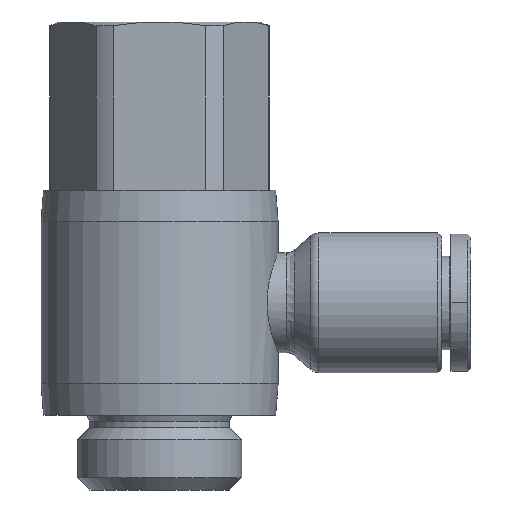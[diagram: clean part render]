
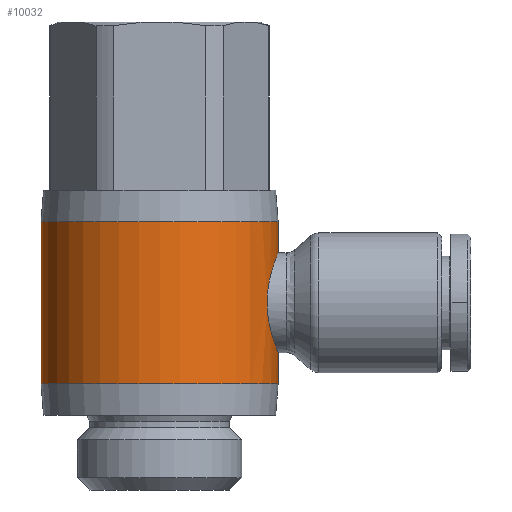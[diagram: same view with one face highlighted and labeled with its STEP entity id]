
A CAD part, front view. The second image highlights one B-rep face of the part: STEP entity #10032.
In plain terms, the highlighted cylindrical face has radius 9.5 mm (diameter 19 mm), a partial arc.
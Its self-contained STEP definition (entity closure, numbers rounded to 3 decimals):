
#225=CARTESIAN_POINT('',(-7.5,0.,4.0));
#226=VERTEX_POINT('',#225);
#242=CARTESIAN_POINT('',(-7.5,0.,-4.));
#243=VERTEX_POINT('',#242);
#447=CARTESIAN_POINT('',(-7.5,0.,6.5));
#448=VERTEX_POINT('',#447);
#457=CARTESIAN_POINT('',(11.5,0.,6.5));
#458=VERTEX_POINT('',#457);
#491=CARTESIAN_POINT('',(-7.5,0.,-6.5));
#492=VERTEX_POINT('',#491);
#508=CARTESIAN_POINT('',(11.5,0.,-6.5));
#509=VERTEX_POINT('',#508);
#573=CARTESIAN_POINT('',(-7.5,0.,-6.5));
#574=DIRECTION('',(0.0,0.0,1.0));
#575=VECTOR('',#574,2.5);
#576=LINE('',#573,#575);
#577=EDGE_CURVE('',#492,#243,#576,.T.);
#580=CARTESIAN_POINT('',(11.5,0.,6.5));
#581=DIRECTION('',(0.0,0.0,-1.0));
#582=VECTOR('',#581,13.);
#583=LINE('',#580,#582);
#584=EDGE_CURVE('',#458,#509,#583,.T.);
#587=CARTESIAN_POINT('',(-7.5,0.,4.0));
#588=DIRECTION('',(0.0,0.0,1.0));
#589=VECTOR('',#588,2.5);
#590=LINE('',#587,#589);
#591=EDGE_CURVE('',#226,#448,#590,.T.);
#9964=CARTESIAN_POINT('',(2.,0.,0.));
#9965=DIRECTION('',(0.,0.,1.0));
#9966=DIRECTION('',(-1.0,0.0,0.0));
#9967=AXIS2_PLACEMENT_3D('',#9964,#9965,#9966);
#9968=CYLINDRICAL_SURFACE('',#9967,9.5);
#9969=ORIENTED_EDGE('',*,*,#577,.T.);
#9970=CARTESIAN_POINT('',(-6.617,4.,0.));
#9971=VERTEX_POINT('',#9970);
#9972=CARTESIAN_POINT('',(-6.617,4.,0.));
#9973=CARTESIAN_POINT('',(-6.617,4.,-0.255));
#9974=CARTESIAN_POINT('',(-6.628,3.975,-0.517));
#9975=CARTESIAN_POINT('',(-6.675,3.872,-1.037));
#9976=CARTESIAN_POINT('',(-6.71,3.794,-1.294));
#9977=CARTESIAN_POINT('',(-6.797,3.589,-1.785));
#9978=CARTESIAN_POINT('',(-6.848,3.462,-2.02));
#9979=CARTESIAN_POINT('',(-6.957,3.17,-2.454));
#9980=CARTESIAN_POINT('',(-7.014,3.004,-2.653));
#9981=CARTESIAN_POINT('',(-7.124,2.653,-3.004));
#9982=CARTESIAN_POINT('',(-7.18,2.454,-3.17));
#9983=CARTESIAN_POINT('',(-7.285,2.02,-3.462));
#9984=CARTESIAN_POINT('',(-7.334,1.785,-3.589));
#9985=CARTESIAN_POINT('',(-7.415,1.294,-3.794));
#9986=CARTESIAN_POINT('',(-7.447,1.036,-3.873));
#9987=CARTESIAN_POINT('',(-7.49,0.517,-3.975));
#9988=CARTESIAN_POINT('',(-7.5,0.254,-4.));
#9989=CARTESIAN_POINT('',(-7.5,0.,-4.));
#9990=B_SPLINE_CURVE_WITH_KNOTS('',3,(#9972,#9973,#9974,#9975,#9976,#9977,#9978,#9979,#9980,#9981,#9982,#9983,#9984,#9985,#9986,#9987,#9988,#9989),.UNSPECIFIED.,.F.,.U.,(4,2,2,2,2,2,2,2,4),(0.0,0.764,1.529,2.293,3.057,3.821,4.584,5.347,6.111),.UNSPECIFIED.);
#9991=EDGE_CURVE('',#9971,#243,#9990,.T.);
#9992=ORIENTED_EDGE('',*,*,#9991,.F.);
#9993=CARTESIAN_POINT('',(-7.5,0.,4.0));
#9994=CARTESIAN_POINT('',(-7.5,0.254,4.0));
#9995=CARTESIAN_POINT('',(-7.49,0.517,3.975));
#9996=CARTESIAN_POINT('',(-7.447,1.036,3.873));
#9997=CARTESIAN_POINT('',(-7.415,1.294,3.794));
#9998=CARTESIAN_POINT('',(-7.334,1.785,3.589));
#9999=CARTESIAN_POINT('',(-7.285,2.02,3.462));
#10000=CARTESIAN_POINT('',(-7.18,2.454,3.17));
#10001=CARTESIAN_POINT('',(-7.124,2.653,3.004));
#10002=CARTESIAN_POINT('',(-7.014,3.004,2.653));
#10003=CARTESIAN_POINT('',(-6.957,3.17,2.454));
#10004=CARTESIAN_POINT('',(-6.848,3.462,2.02));
#10005=CARTESIAN_POINT('',(-6.797,3.589,1.785));
#10006=CARTESIAN_POINT('',(-6.71,3.794,1.294));
#10007=CARTESIAN_POINT('',(-6.675,3.872,1.037));
#10008=CARTESIAN_POINT('',(-6.628,3.975,0.517));
#10009=CARTESIAN_POINT('',(-6.617,4.,0.255));
#10010=CARTESIAN_POINT('',(-6.617,4.,0.));
#10011=B_SPLINE_CURVE_WITH_KNOTS('',3,(#9993,#9994,#9995,#9996,#9997,#9998,#9999,#10000,#10001,#10002,#10003,#10004,#10005,#10006,#10007,#10008,#10009,#10010),.UNSPECIFIED.,.F.,.U.,(4,2,2,2,2,2,2,2,4),(18.332,19.096,19.859,20.622,21.386,22.15,22.914,23.679,24.443),.UNSPECIFIED.);
#10012=EDGE_CURVE('',#226,#9971,#10011,.T.);
#10013=ORIENTED_EDGE('',*,*,#10012,.F.);
#10014=ORIENTED_EDGE('',*,*,#591,.T.);
#10015=CARTESIAN_POINT('',(2.,0.,6.5));
#10016=DIRECTION('',(0.0,0.0,1.0));
#10017=DIRECTION('',(-1.0,0.0,0.0));
#10018=AXIS2_PLACEMENT_3D('',#10015,#10016,#10017);
#10019=CIRCLE('',#10018,9.5);
#10020=EDGE_CURVE('',#458,#448,#10019,.T.);
#10021=ORIENTED_EDGE('',*,*,#10020,.F.);
#10022=ORIENTED_EDGE('',*,*,#584,.T.);
#10023=CARTESIAN_POINT('',(2.0,0.,-6.5));
#10024=DIRECTION('',(0.0,0.0,1.0));
#10025=DIRECTION('',(-1.0,0.0,0.0));
#10026=AXIS2_PLACEMENT_3D('',#10023,#10024,#10025);
#10027=CIRCLE('',#10026,9.5);
#10028=EDGE_CURVE('',#509,#492,#10027,.T.);
#10029=ORIENTED_EDGE('',*,*,#10028,.T.);
#10030=EDGE_LOOP('',(#9969,#9992,#10013,#10014,#10021,#10022,#10029));
#10031=FACE_OUTER_BOUND('',#10030,.T.);
#10032=ADVANCED_FACE('',(#10031),#9968,.T.);
